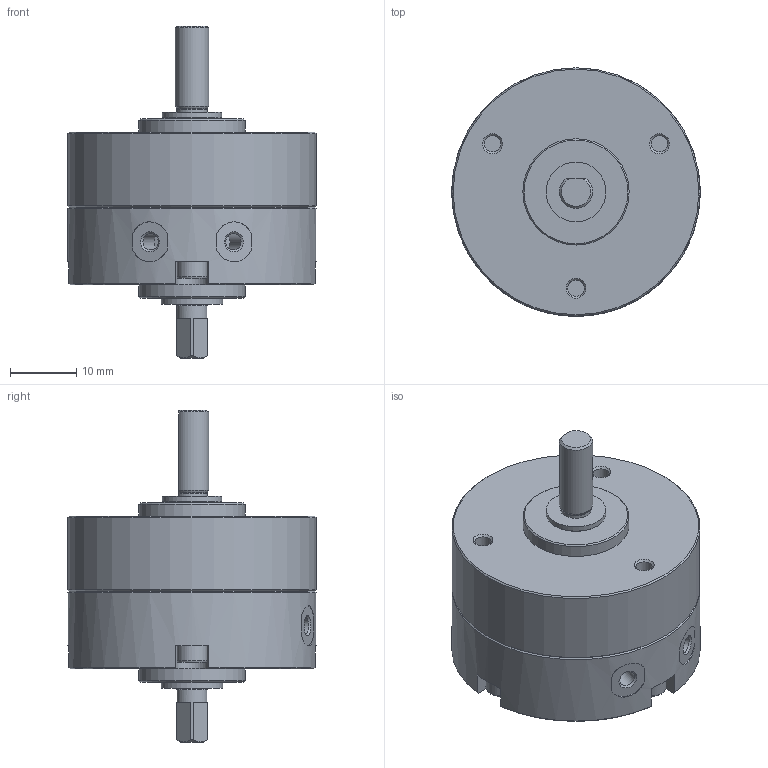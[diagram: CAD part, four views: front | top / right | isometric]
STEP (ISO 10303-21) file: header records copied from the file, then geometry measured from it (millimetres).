
FILE_DESCRIPTION(/* description */ ('STEP AP214'),/* implementation_level */ '2;1');
FILE_NAME(/* name */ '2536485_DRVS-8-90-P-EX4',/* time_stamp */ '2024-08-21T03:20:07+02:00',/* author */ ('License CC BY-ND 4.0'),/* organization */ ('CADENAS'),/* preprocessor_version */ 'ST-DEVELOPER v19.3',/* originating_system */ 'PARTsolutions',/* authorisation */ ' ');
FILE_SCHEMA (('AUTOMOTIVE_DESIGN {1 0 10303 214 3 1 1}'));
Length unit declared in the file: millimetre
Products named in the file (3): 2536485 DRVS-8-90-P-EX4--(0); 2536485 DRVS-8-90-P-EX4_gehaeuse; 2536485 DRVS-8-90-P-EX4--(0)_welle
Assembly tree (2 placements, depth 2):
  2536485 DRVS-8-90-P-EX4--(0)
    2536485 DRVS-8-90-P-EX4_gehaeuse
    2536485 DRVS-8-90-P-EX4--(0)_welle
Bounding box: 37.4 x 37.4 x 50 mm (x, y, z)
Volume: 25556.9 mm3; surface area: 8438 mm2
Topology: 2 solids, 2 shells, 157 faces, 346 edges, 223 vertices
Faces by surface type: plane 83, cylinder 40, cone 29, torus 5
Full cylindrical faces by diameter (mm): 1.567 x1, 2.013 x4, 2.2 x1, 2.459 x5, 4.5 x4, 4.6 x1, 5 x4, 9 x1, 9.3 x1, 16 x2, 37.4 x2
Entity records: 4121 total; most frequent: CARTESIAN_POINT 755, DIRECTION 704, ORIENTED_EDGE 578, EDGE_CURVE 289, AXIS2_PLACEMENT_3D 281, FACE_BOUND 239, EDGE_LOOP 238, VERTEX_POINT 216
